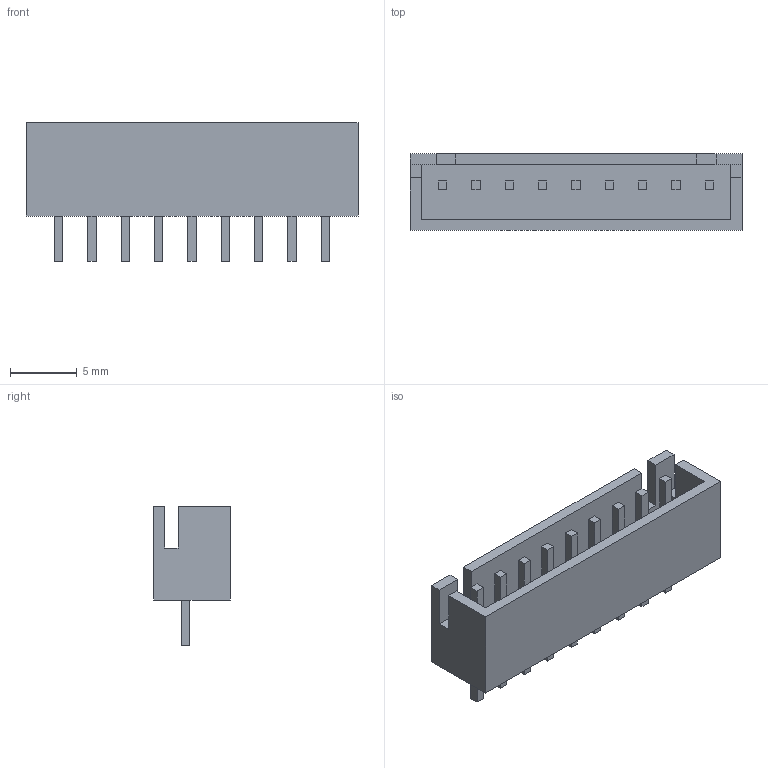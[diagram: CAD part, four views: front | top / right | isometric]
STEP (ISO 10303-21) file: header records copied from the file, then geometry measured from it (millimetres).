
FILE_DESCRIPTION(('FreeCAD Model'),'2;1');
FILE_NAME('JST_XH_B09B-XH-A_09x2.50mm_Straight.STEP','2016-03-20T22:16:01',( 'Author'),(''),'Open CASCADE STEP processor 6.8','FreeCAD','Unknown' );
FILE_SCHEMA(('AUTOMOTIVE_DESIGN_CC2 { 1 2 10303 214 -1 1 5 4 }'));
Length unit declared in the file: millimetre
Products named in the file (1): B9B-XH-A
Bounding box: 24.9 x 5.75 x 10.4 mm (x, y, z)
Volume: 570.2 mm3; surface area: 1143 mm2
Topology: 1 solids, 1 shells, 114 faces, 282 edges, 188 vertices
Faces by surface type: plane 114
Entity records: 7783 total; most frequent: CARTESIAN_POINT 1149, DIRECTION 1076, LINE 846, VECTOR 846, ORIENTED_EDGE 564, PCURVE 564, DEFINITIONAL_REPRESENTATION 564, EDGE_CURVE 282
